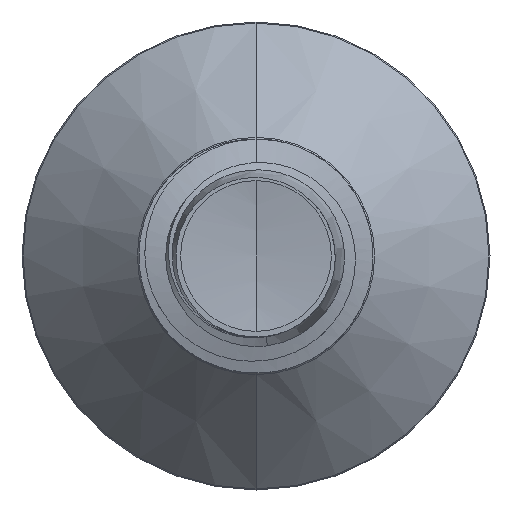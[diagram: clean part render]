
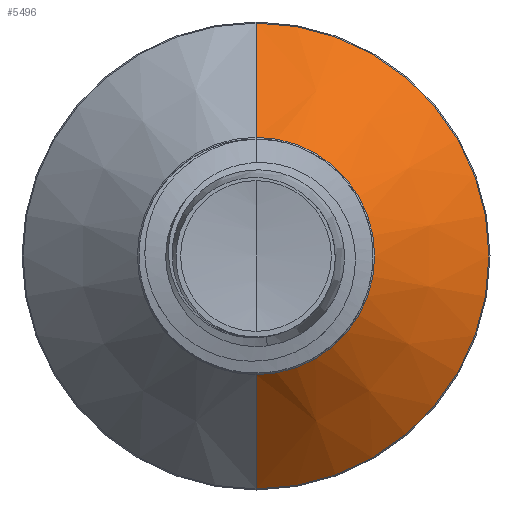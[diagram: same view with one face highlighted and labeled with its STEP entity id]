
A CAD part, front view. The second image highlights one B-rep face of the part: STEP entity #5496.
In plain terms, the highlighted conical face has half-angle 45 degrees and reference radius 1.522 mm.
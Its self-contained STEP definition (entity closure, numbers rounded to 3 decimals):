
#27 = ORIENTED_EDGE ( 'NONE', *, *, #11178, .T. ) ;
#459 = EDGE_CURVE ( 'NONE', #11772, #10882, #8527, .T. ) ;
#1132 = EDGE_CURVE ( 'NONE', #4859, #11839, #6515, .T. ) ;
#2227 = VECTOR ( 'NONE', #2636, 1000. ) ;
#2569 = CARTESIAN_POINT ( 'NONE',  ( 0., 5.437, -2.987 ) ) ;
#2636 = DIRECTION ( 'NONE',  ( 0., 0.707, -0.707 ) ) ;
#3770 = AXIS2_PLACEMENT_3D ( 'NONE', #13369, #13353, #13348 ) ;
#3827 = EDGE_CURVE ( 'NONE', #4859, #11772, #7128, .T. ) ;
#4001 = ORIENTED_EDGE ( 'NONE', *, *, #3827, .F. ) ;
#4154 = CARTESIAN_POINT ( 'NONE',  ( 0., 3.972, -1.522 ) ) ;
#4373 = DIRECTION ( 'NONE',  ( 0., 0., 1. ) ) ;
#4859 = VERTEX_POINT ( 'NONE', #13801 ) ;
#4915 = VECTOR ( 'NONE', #7942, 1000. ) ;
#5496 = ADVANCED_FACE ( 'NONE', ( #10853 ), #9896, .T. ) ;
#6515 = CIRCLE ( 'NONE', #3770, 1.522 ) ;
#6668 = DIRECTION ( 'NONE',  ( 0., 0., 1. ) ) ;
#6674 = CARTESIAN_POINT ( 'NONE',  ( 0., 3.972, 0. ) ) ;
#6767 = DIRECTION ( 'NONE',  ( 0., 1., 0. ) ) ;
#6979 = ORIENTED_EDGE ( 'NONE', *, *, #459, .F. ) ;
#7128 = LINE ( 'NONE', #7979, #4915 ) ;
#7540 = ORIENTED_EDGE ( 'NONE', *, *, #1132, .T. ) ;
#7942 = DIRECTION ( 'NONE',  ( 0., 0.707, 0.707 ) ) ;
#7979 = CARTESIAN_POINT ( 'NONE',  ( 0., 3.972, 1.522 ) ) ;
#8527 = CIRCLE ( 'NONE', #12848, 2.987 ) ;
#9155 = DIRECTION ( 'NONE',  ( 0., 1., 0. ) ) ;
#9517 = CARTESIAN_POINT ( 'NONE',  ( 0., 5.437, 0. ) ) ;
#9896 = CONICAL_SURFACE ( 'NONE', #11109, 1.522, 0.785 ) ;
#10853 = FACE_OUTER_BOUND ( 'NONE', #13079, .T. ) ;
#10882 = VERTEX_POINT ( 'NONE', #2569 ) ;
#11109 = AXIS2_PLACEMENT_3D ( 'NONE', #6674, #6767, #6668 ) ;
#11178 = EDGE_CURVE ( 'NONE', #11839, #10882, #12558, .T. ) ;
#11772 = VERTEX_POINT ( 'NONE', #12519 ) ;
#11839 = VERTEX_POINT ( 'NONE', #13864 ) ;
#12519 = CARTESIAN_POINT ( 'NONE',  ( 0., 5.437, 2.987 ) ) ;
#12558 = LINE ( 'NONE', #4154, #2227 ) ;
#12848 = AXIS2_PLACEMENT_3D ( 'NONE', #9517, #9155, #4373 ) ;
#13079 = EDGE_LOOP ( 'NONE', ( #7540, #27, #6979, #4001 ) ) ;
#13348 = DIRECTION ( 'NONE',  ( 0., 0., 1. ) ) ;
#13353 = DIRECTION ( 'NONE',  ( 0., 1., 0. ) ) ;
#13369 = CARTESIAN_POINT ( 'NONE',  ( 0., 3.972, 0. ) ) ;
#13801 = CARTESIAN_POINT ( 'NONE',  ( 0., 3.972, 1.522 ) ) ;
#13864 = CARTESIAN_POINT ( 'NONE',  ( 0., 3.972, -1.522 ) ) ;
